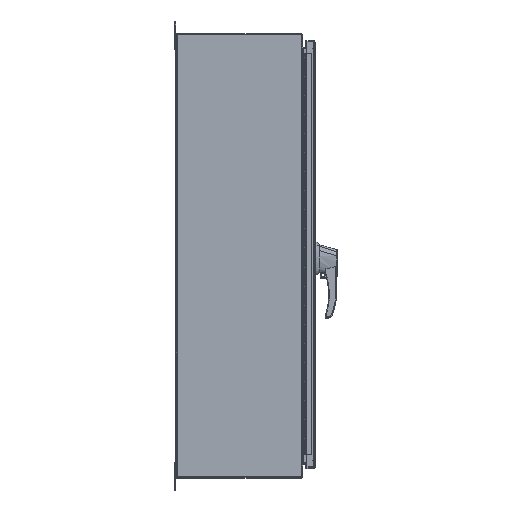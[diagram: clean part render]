
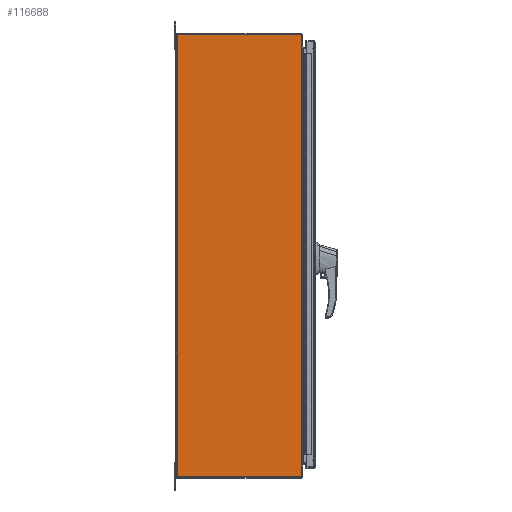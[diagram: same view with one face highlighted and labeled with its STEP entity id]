
A CAD part, top view. The second image highlights one B-rep face of the part: STEP entity #116688.
In plain terms, the highlighted face is planar.
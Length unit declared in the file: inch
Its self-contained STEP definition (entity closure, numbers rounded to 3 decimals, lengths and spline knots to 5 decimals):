
#573 = EDGE_CURVE ( 'NONE', #75690, #120442, #79821, .T. ) ;
#1083 = CARTESIAN_POINT ( 'NONE',  ( -30., -11.81, 19.655 ) ) ;
#1394 = LINE ( 'NONE', #20302, #104669 ) ;
#1830 = LINE ( 'NONE', #9392, #91253 ) ;
#2241 = DIRECTION ( 'NONE',  ( 0., 0., 1. ) ) ;
#2725 = VECTOR ( 'NONE', #142354, 39.37008 ) ;
#3493 = VECTOR ( 'NONE', #136400, 39.37008 ) ;
#9392 = CARTESIAN_POINT ( 'NONE',  ( -30., 0.095, 20.905 ) ) ;
#10165 = DIRECTION ( 'NONE',  ( 0., 1., 0. ) ) ;
#11890 = VECTOR ( 'NONE', #2241, 39.37008 ) ;
#13693 = VECTOR ( 'NONE', #80283, 39.37008 ) ;
#15019 = ORIENTED_EDGE ( 'NONE', *, *, #152696, .F. ) ;
#15648 = CARTESIAN_POINT ( 'NONE',  ( -30., -11.762, -20.905 ) ) ;
#20302 = CARTESIAN_POINT ( 'NONE',  ( -30., -11.81, -20.905 ) ) ;
#20885 = VECTOR ( 'NONE', #54172, 39.37008 ) ;
#21053 = VERTEX_POINT ( 'NONE', #141214 ) ;
#22960 = CARTESIAN_POINT ( 'NONE',  ( -30., -11.81, 20.905 ) ) ;
#23556 = CARTESIAN_POINT ( 'NONE',  ( -30., 0.0095, -20.905 ) ) ;
#23560 = ORIENTED_EDGE ( 'NONE', *, *, #40470, .F. ) ;
#24228 = CARTESIAN_POINT ( 'NONE',  ( -30., -11.81, -19.655 ) ) ;
#24499 = LINE ( 'NONE', #15648, #48426 ) ;
#26779 = VECTOR ( 'NONE', #82720, 39.37008 ) ;
#33152 = DIRECTION ( 'NONE',  ( 0., 0., -1. ) ) ;
#33760 = LINE ( 'NONE', #67455, #13693 ) ;
#36528 = LINE ( 'NONE', #128483, #2725 ) ;
#37005 = EDGE_CURVE ( 'NONE', #151315, #77964, #1394, .T. ) ;
#39175 = CARTESIAN_POINT ( 'NONE',  ( -30., -11.81, -20.905 ) ) ;
#40470 = EDGE_CURVE ( 'NONE', #120442, #102035, #36528, .T. ) ;
#42996 = ORIENTED_EDGE ( 'NONE', *, *, #113718, .F. ) ;
#43544 = EDGE_CURVE ( 'NONE', #21053, #78707, #24499, .T. ) ;
#47106 = ORIENTED_EDGE ( 'NONE', *, *, #37005, .F. ) ;
#48426 = VECTOR ( 'NONE', #54565, 39.37008 ) ;
#50051 = CARTESIAN_POINT ( 'NONE',  ( -30., -0.048, 20.905 ) ) ;
#54172 = DIRECTION ( 'NONE',  ( 0., 0., 1. ) ) ;
#54565 = DIRECTION ( 'NONE',  ( 0., 0., -1. ) ) ;
#55006 = CARTESIAN_POINT ( 'NONE',  ( -30., -11.762, -19.625 ) ) ;
#55268 = CARTESIAN_POINT ( 'NONE',  ( -30., -11.762, -19.625 ) ) ;
#55825 = ORIENTED_EDGE ( 'NONE', *, *, #43544, .F. ) ;
#57905 = FACE_OUTER_BOUND ( 'NONE', #66469, .T. ) ;
#59674 = PLANE ( 'NONE',  #72801 ) ;
#63095 = EDGE_CURVE ( 'NONE', #79299, #77964, #116847, .T. ) ;
#66469 = EDGE_LOOP ( 'NONE', ( #116531, #47106, #15019, #42996, #23560, #149520, #95404, #77201, #55825, #97324 ) ) ;
#67455 = CARTESIAN_POINT ( 'NONE',  ( -30., -11.762, -19.655 ) ) ;
#71328 = CARTESIAN_POINT ( 'NONE',  ( -30., -11.762, 19.655 ) ) ;
#72801 = AXIS2_PLACEMENT_3D ( 'NONE', #23556, #162010, #10165 ) ;
#74342 = LINE ( 'NONE', #55006, #26779 ) ;
#75690 = VERTEX_POINT ( 'NONE', #24228 ) ;
#76916 = CARTESIAN_POINT ( 'NONE',  ( -30., -11.762, -19.655 ) ) ;
#77201 = ORIENTED_EDGE ( 'NONE', *, *, #154261, .T. ) ;
#77964 = VERTEX_POINT ( 'NONE', #1083 ) ;
#78707 = VERTEX_POINT ( 'NONE', #89770 ) ;
#79299 = VERTEX_POINT ( 'NONE', #104501 ) ;
#79821 = LINE ( 'NONE', #92230, #103661 ) ;
#80283 = DIRECTION ( 'NONE',  ( 0., 1., 0. ) ) ;
#82720 = DIRECTION ( 'NONE',  ( 0., 0., 1. ) ) ;
#89770 = CARTESIAN_POINT ( 'NONE',  ( -30., -11.762, -19.625 ) ) ;
#91253 = VECTOR ( 'NONE', #111134, 39.37008 ) ;
#92230 = CARTESIAN_POINT ( 'NONE',  ( -30., -11.81, -20.905 ) ) ;
#92768 = DIRECTION ( 'NONE',  ( 0., 0., -1. ) ) ;
#95404 = ORIENTED_EDGE ( 'NONE', *, *, #137971, .T. ) ;
#97324 = ORIENTED_EDGE ( 'NONE', *, *, #97764, .T. ) ;
#97764 = EDGE_CURVE ( 'NONE', #21053, #79299, #152219, .T. ) ;
#99347 = VERTEX_POINT ( 'NONE', #76916 ) ;
#102035 = VERTEX_POINT ( 'NONE', #156110 ) ;
#103661 = VECTOR ( 'NONE', #92768, 39.37008 ) ;
#104501 = CARTESIAN_POINT ( 'NONE',  ( -30., -11.762, 19.655 ) ) ;
#104669 = VECTOR ( 'NONE', #33152, 39.37008 ) ;
#105502 = CARTESIAN_POINT ( 'NONE',  ( -30., -0.048, -20.905 ) ) ;
#111134 = DIRECTION ( 'NONE',  ( 0., -1., 0. ) ) ;
#113718 = EDGE_CURVE ( 'NONE', #102035, #128664, #129301, .T. ) ;
#116531 = ORIENTED_EDGE ( 'NONE', *, *, #63095, .T. ) ;
#116688 = ADVANCED_FACE ( 'NONE', ( #57905 ), #59674, .F. ) ;
#116847 = LINE ( 'NONE', #71328, #3493 ) ;
#120442 = VERTEX_POINT ( 'NONE', #39175 ) ;
#128483 = CARTESIAN_POINT ( 'NONE',  ( -30., 0.095, -20.905 ) ) ;
#128664 = VERTEX_POINT ( 'NONE', #50051 ) ;
#129301 = LINE ( 'NONE', #105502, #11890 ) ;
#136400 = DIRECTION ( 'NONE',  ( 0., -1., 0. ) ) ;
#137971 = EDGE_CURVE ( 'NONE', #75690, #99347, #33760, .T. ) ;
#141214 = CARTESIAN_POINT ( 'NONE',  ( -30., -11.762, 19.625 ) ) ;
#142354 = DIRECTION ( 'NONE',  ( 0., 1., 0. ) ) ;
#149520 = ORIENTED_EDGE ( 'NONE', *, *, #573, .F. ) ;
#151315 = VERTEX_POINT ( 'NONE', #22960 ) ;
#152219 = LINE ( 'NONE', #55268, #20885 ) ;
#152696 = EDGE_CURVE ( 'NONE', #128664, #151315, #1830, .T. ) ;
#154261 = EDGE_CURVE ( 'NONE', #99347, #78707, #74342, .T. ) ;
#156110 = CARTESIAN_POINT ( 'NONE',  ( -30., -0.048, -20.905 ) ) ;
#162010 = DIRECTION ( 'NONE',  ( 1., 0., 0. ) ) ;
